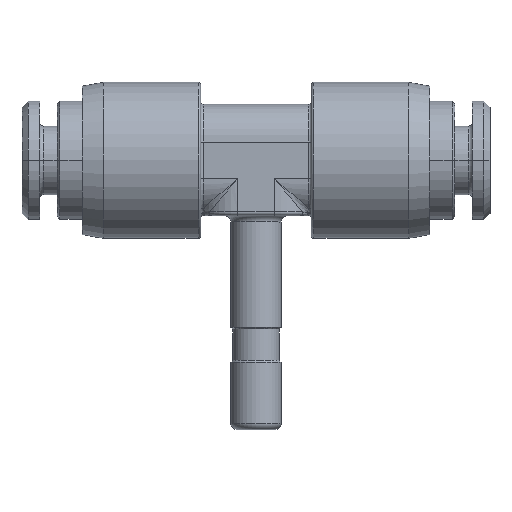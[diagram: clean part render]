
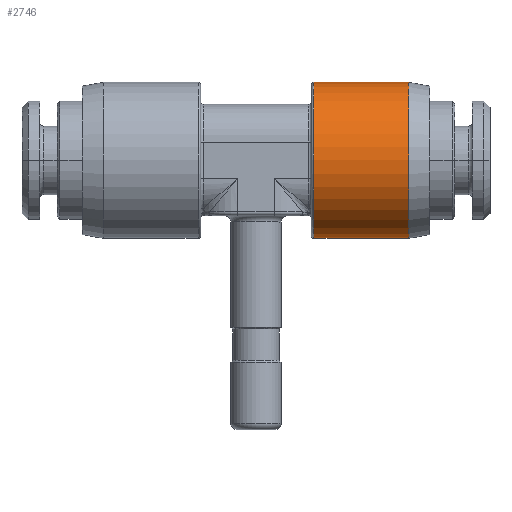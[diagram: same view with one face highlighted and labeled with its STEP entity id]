
A CAD part, top view. The second image highlights one B-rep face of the part: STEP entity #2746.
In plain terms, the highlighted cylindrical face has radius 6.2 mm (diameter 12.4 mm), a partial arc.
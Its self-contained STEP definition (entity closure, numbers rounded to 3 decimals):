
#322=DIRECTION('',(1.,0.,0.));
#323=VECTOR('',#322,7.55);
#324=CARTESIAN_POINT('',(4.6,-6.2,0.));
#325=LINE('',#324,#323);
#326=DIRECTION('',(1.,0.,0.));
#327=VECTOR('',#326,7.55);
#328=CARTESIAN_POINT('',(4.6,6.2,0.));
#329=LINE('',#328,#327);
#330=CARTESIAN_POINT('',(4.6,0.,0.));
#331=DIRECTION('',(-1.,0.,0.));
#332=DIRECTION('',(0.,-1.,0.));
#333=AXIS2_PLACEMENT_3D('',#330,#331,#332);
#335=CARTESIAN_POINT('',(12.15,0.,0.));
#336=DIRECTION('',(-1.,0.,0.));
#337=DIRECTION('',(0.,-1.,0.));
#338=AXIS2_PLACEMENT_3D('',#335,#336,#337);
#1636=CARTESIAN_POINT('',(12.15,-6.2,0.));
#1638=VERTEX_POINT('',#1636);
#1640=CARTESIAN_POINT('',(12.15,6.2,0.));
#1642=VERTEX_POINT('',#1640);
#1656=CARTESIAN_POINT('',(4.6,-6.2,0.));
#1657=CARTESIAN_POINT('',(4.6,6.2,0.));
#1658=VERTEX_POINT('',#1656);
#1659=VERTEX_POINT('',#1657);
#2734=CARTESIAN_POINT('',(14.27,0.,0.));
#2735=DIRECTION('',(-1.,0.,0.));
#2736=DIRECTION('',(0.,1.,0.));
#2737=AXIS2_PLACEMENT_3D('',#2734,#2735,#2736);
#2738=CYLINDRICAL_SURFACE('',#2737,6.2);
#2739=ORIENTED_EDGE('',*,*,#2699,.T.);
#2740=ORIENTED_EDGE('',*,*,#2729,.T.);
#2742=ORIENTED_EDGE('',*,*,#2741,.F.);
#2743=ORIENTED_EDGE('',*,*,#2725,.F.);
#2744=EDGE_LOOP('',(#2739,#2740,#2742,#2743));
#2745=FACE_OUTER_BOUND('',#2744,.F.);
#2746=ADVANCED_FACE('',(#2745),#2738,.T.);
#334=CIRCLE('',#333,6.2);
#339=CIRCLE('',#338,6.2);
#2699=EDGE_CURVE('',#1658,#1659,#334,.T.);
#2725=EDGE_CURVE('',#1658,#1638,#325,.T.);
#2729=EDGE_CURVE('',#1659,#1642,#329,.T.);
#2741=EDGE_CURVE('',#1638,#1642,#339,.T.);
